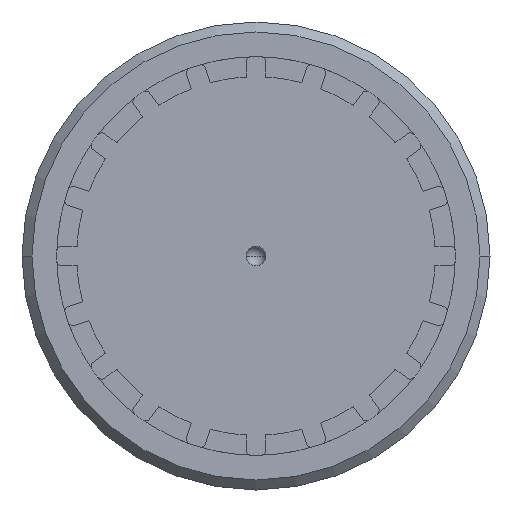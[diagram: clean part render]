
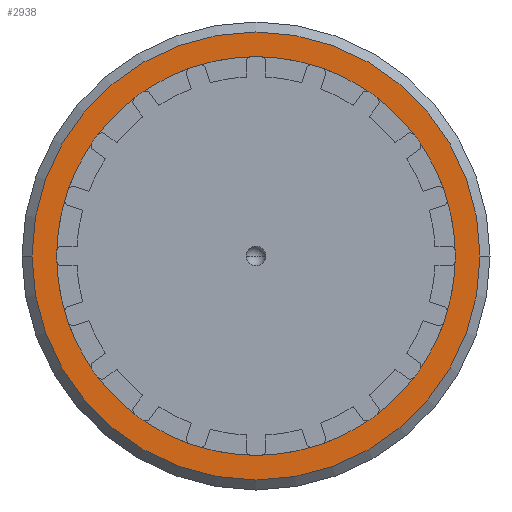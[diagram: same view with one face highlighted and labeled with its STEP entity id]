
A CAD part, left-side view. The second image highlights one B-rep face of the part: STEP entity #2938.
In plain terms, the highlighted planar face has unit normal (-1, 0, 0).
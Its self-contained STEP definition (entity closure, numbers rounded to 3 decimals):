
#285=CARTESIAN_POINT('',(102.,0.,0.));
#286=DIRECTION('',(-1.,0.,0.));
#287=DIRECTION('',(0.,1.,0.));
#288=AXIS2_PLACEMENT_3D('',#285,#286,#287);
#290=CARTESIAN_POINT('',(102.,0.,0.));
#291=DIRECTION('',(-1.,0.,0.));
#292=DIRECTION('',(0.,-1.,0.));
#293=AXIS2_PLACEMENT_3D('',#290,#291,#292);
#304=CARTESIAN_POINT('',(102.,0.,0.));
#305=DIRECTION('',(-1.,0.,0.));
#306=DIRECTION('',(0.,1.,0.));
#307=AXIS2_PLACEMENT_3D('',#304,#305,#306);
#362=CARTESIAN_POINT('',(102.,0.,0.));
#363=DIRECTION('',(1.,0.,0.));
#364=DIRECTION('',(0.,1.,0.));
#365=AXIS2_PLACEMENT_3D('',#362,#363,#364);
#1979=CARTESIAN_POINT('',(102.,40.,0.));
#1980=CARTESIAN_POINT('',(102.,-40.,0.));
#1981=VERTEX_POINT('',#1979);
#1982=VERTEX_POINT('',#1980);
#2467=CARTESIAN_POINT('',(102.,45.,0.));
#2468=CARTESIAN_POINT('',(102.,-45.,0.));
#2469=VERTEX_POINT('',#2467);
#2470=VERTEX_POINT('',#2468);
#2922=CARTESIAN_POINT('',(102.,0.,0.));
#2923=DIRECTION('',(1.,0.,0.));
#2924=DIRECTION('',(0.,-1.,0.));
#2925=AXIS2_PLACEMENT_3D('',#2922,#2923,#2924);
#2926=PLANE('',#2925);
#2927=ORIENTED_EDGE('',*,*,#2912,.F.);
#2929=ORIENTED_EDGE('',*,*,#2928,.F.);
#2930=EDGE_LOOP('',(#2927,#2929));
#2931=FACE_OUTER_BOUND('',#2930,.F.);
#2933=ORIENTED_EDGE('',*,*,#2932,.T.);
#2935=ORIENTED_EDGE('',*,*,#2934,.F.);
#2936=EDGE_LOOP('',(#2933,#2935));
#2937=FACE_BOUND('',#2936,.F.);
#2938=ADVANCED_FACE('',(#2931,#2937),#2926,.F.);
#289=CIRCLE('',#288,45.);
#294=CIRCLE('',#293,45.);
#308=CIRCLE('',#307,40.);
#366=CIRCLE('',#365,40.);
#2912=EDGE_CURVE('',#2469,#2470,#289,.T.);
#2928=EDGE_CURVE('',#2470,#2469,#294,.T.);
#2932=EDGE_CURVE('',#1981,#1982,#308,.T.);
#2934=EDGE_CURVE('',#1981,#1982,#366,.T.);
